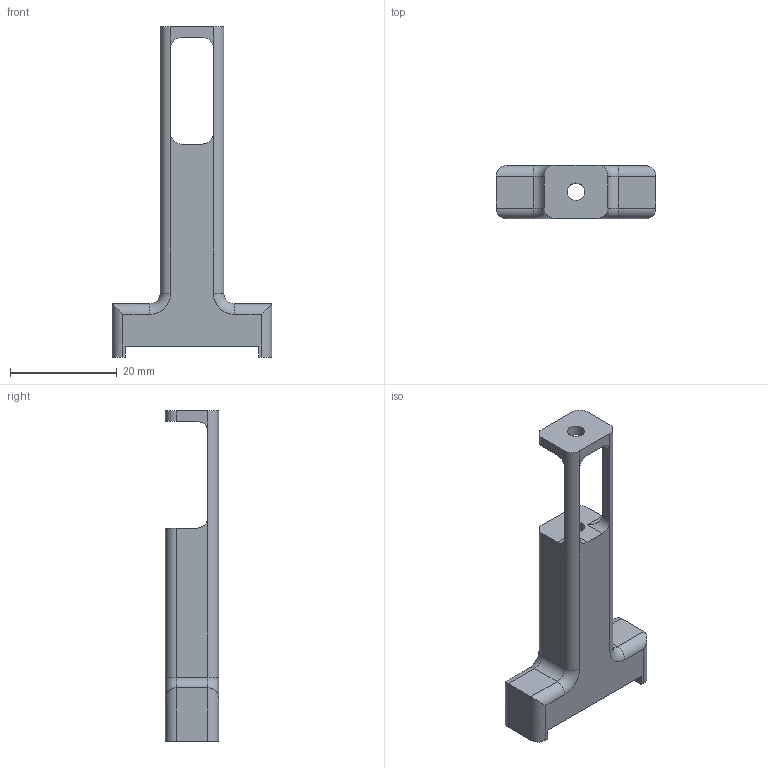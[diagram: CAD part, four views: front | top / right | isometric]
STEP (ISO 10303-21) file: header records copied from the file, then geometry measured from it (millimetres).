
FILE_DESCRIPTION(/* description */ (''),/* implementation_level */ '2;1');
FILE_NAME(/* name */ 'IDISCO-Sampleholder-12mm-60mm.stp',/* time_stamp */ '2018-07-25T16:01:02+02:00',/* author */ ('voigt'),/* organization */ (''),/* preprocessor_version */ 'ST-DEVELOPER v16.1',/* originating_system */ 'Autodesk Inventor 2016',/* authorisation */ '');
FILE_SCHEMA (('AUTOMOTIVE_DESIGN { 1 0 10303 214 3 1 1 }'));
Length unit declared in the file: millimetre
Products named in the file (1): IDISCO-Sampleholder-12mm-60mm
Bounding box: 30 x 10 x 62 mm (x, y, z)
Volume: 5986 mm3; surface area: 3436.9 mm2
Topology: 1 solids, 1 shells, 54 faces, 138 edges, 84 vertices
Faces by surface type: cylinder 26, plane 24, torus 4
Full cylindrical faces by diameter (mm): 3.3 x2
Entity records: 1644 total; most frequent: DIRECTION 294, CARTESIAN_POINT 275, ORIENTED_EDGE 272, EDGE_CURVE 136, AXIS2_PLACEMENT_3D 103, LINE 88, VECTOR 88, VERTEX_POINT 84
